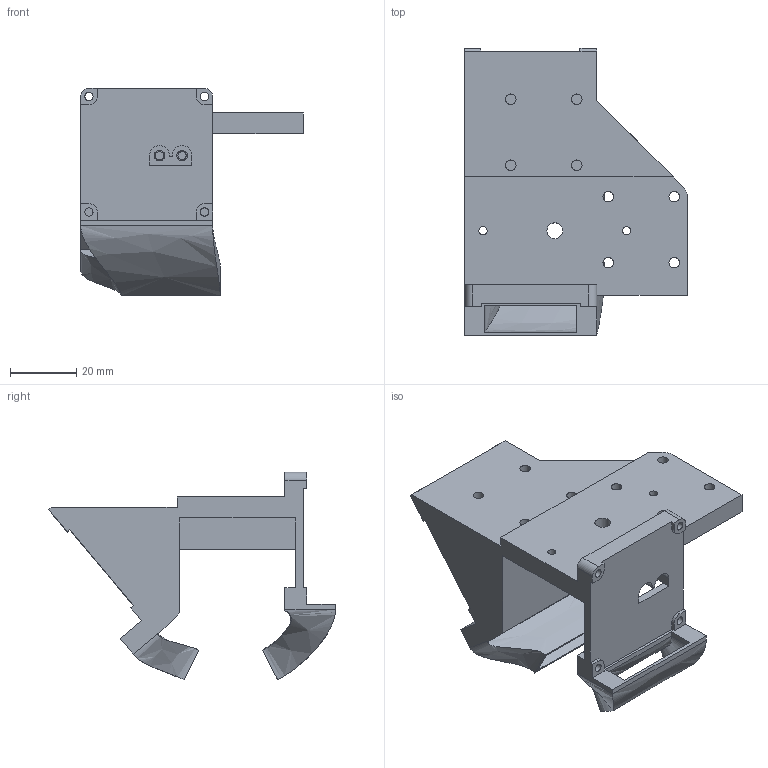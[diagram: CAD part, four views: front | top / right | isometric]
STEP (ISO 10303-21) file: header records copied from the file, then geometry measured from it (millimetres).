
FILE_DESCRIPTION(/* description */ ('STEP AP242','CAx-IF Rec.Pracs.---Representation and Presentation of Product Manufacturing Information (PMI)---4.0---2014-10-13','CAx-IF Rec.Pracs.---3D Tessellated Geometry---0.4---2014-09-14','2;1'),/* implementation_level */ '2;1');
FILE_NAME(/* name */ '667e243b24ba635f8fe137d7',/* time_stamp */ '2024-06-28T02:47:23Z',/* author */ (''),/* organization */ (''),/* preprocessor_version */ 'ST-DEVELOPER v20',/* originating_system */ ' ',/* authorisation */ ' ');
FILE_SCHEMA (('AP242_MANAGED_MODEL_BASED_3D_ENGINEERING_MIM_LF { 1 0 10303 442 1 1 4 }'));
Length unit declared in the file: metre
Products named in the file (1): Part 12
Bounding box: 67.47 x 86.89 x 62.87 mm (x, y, z)
Volume: 66159.5 mm3; surface area: 26444.9 mm2
Topology: 1 solids, 1 shells, 154 faces, 410 edges, 270 vertices
Faces by surface type: plane 91, cylinder 45, bspline 18
Full cylindrical faces by diameter (mm): 2.5 x12, 3.2 x12, 4.763 x1
Entity records: 4999 total; most frequent: CARTESIAN_POINT 1252, ORIENTED_EDGE 754, DIRECTION 713, EDGE_CURVE 377, VERTEX_POINT 262, LINE 259, VECTOR 259, AXIS2_PLACEMENT_3D 227
